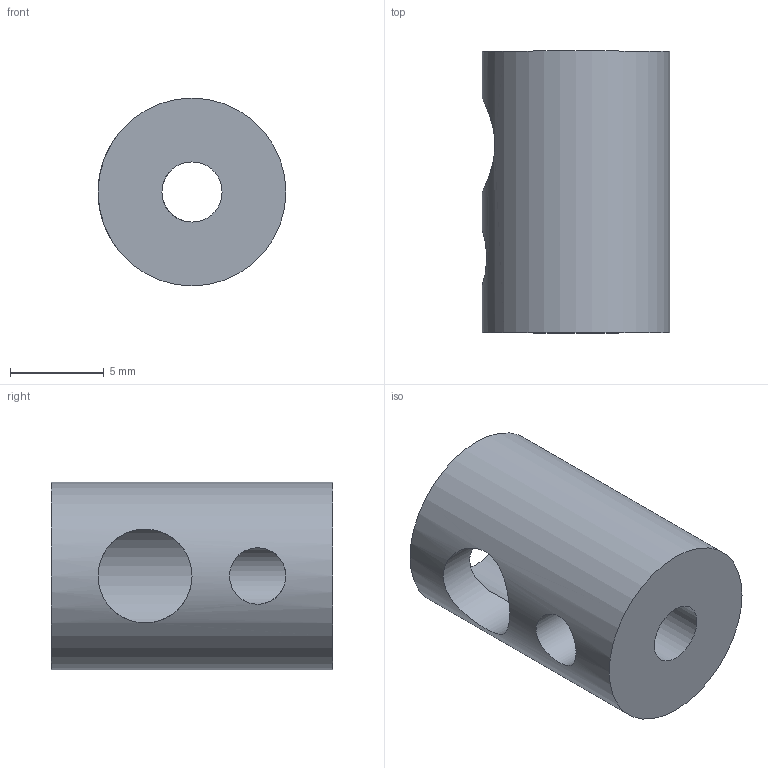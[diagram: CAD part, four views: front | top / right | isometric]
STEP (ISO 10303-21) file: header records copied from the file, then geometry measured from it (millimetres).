
FILE_DESCRIPTION(/* description */ (''),/* implementation_level */ '2;1');
FILE_NAME(/* name */ 'coupler.stp',/* time_stamp */ '2021-02-14T12:57:27+05:00',/* author */ ('ASUS'),/* organization */ (''),/* preprocessor_version */ 'ST-DEVELOPER v18.1',/* originating_system */ 'Autodesk Inventor 2021',/* authorisation */ '');
FILE_SCHEMA (('AUTOMOTIVE_DESIGN { 1 0 10303 214 3 1 1 }'));
Length unit declared in the file: millimetre
Products named in the file (1): coupler
Bounding box: 10 x 15 x 10 mm (x, y, z)
Volume: 808.5 mm3; surface area: 855.6 mm2
Topology: 1 solids, 1 shells, 8 faces, 26 edges, 19 vertices
Faces by surface type: cylinder 5, plane 3
Full cylindrical faces by diameter (mm): 3 x1, 3.2 x1, 5 x1, 6 x1, 10 x1
Entity records: 496 total; most frequent: CARTESIAN_POINT 218, ORIENTED_EDGE 52, DIRECTION 43, EDGE_CURVE 26, VERTEX_POINT 19, AXIS2_PLACEMENT_3D 18, EDGE_LOOP 13, B_SPLINE_CURVE_WITH_KNOTS 10
